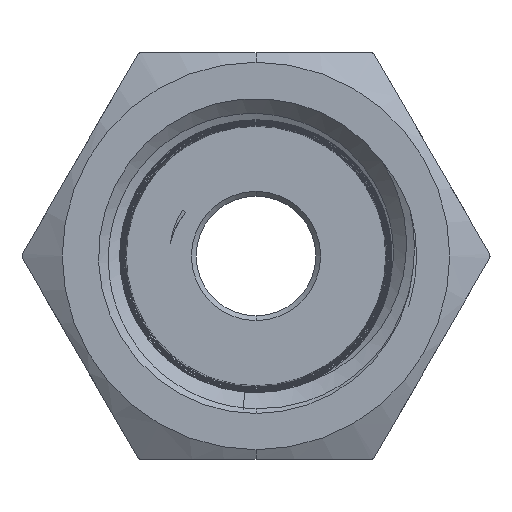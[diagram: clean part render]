
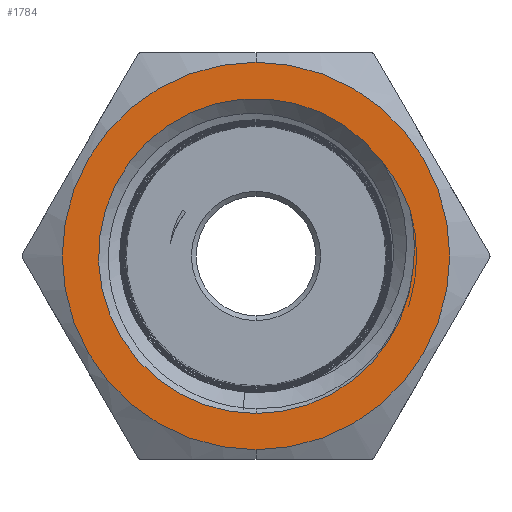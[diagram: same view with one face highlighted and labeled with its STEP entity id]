
A CAD part, front view. The second image highlights one B-rep face of the part: STEP entity #1784.
In plain terms, the highlighted planar face has unit normal (0, -1, 0).
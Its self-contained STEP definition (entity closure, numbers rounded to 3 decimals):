
#133 = EDGE_CURVE ( 'NONE', #6942, #14452, #1340, .T. ) ;
#139 = ORIENTED_EDGE ( 'NONE', *, *, #133, .T. ) ;
#240 = FACE_OUTER_BOUND ( 'NONE', #2469, .T. ) ;
#647 = ORIENTED_EDGE ( 'NONE', *, *, #901, .T. ) ;
#901 = EDGE_CURVE ( 'NONE', #10406, #6942, #15323, .T. ) ;
#925 = CARTESIAN_POINT ( 'NONE',  ( 5.735, -17.5, 3.332 ) ) ;
#1093 = CARTESIAN_POINT ( 'NONE',  ( 0., -17.5, -6.585 ) ) ;
#1256 = CIRCLE ( 'NONE', #15477, 8.1 ) ;
#1295 = B_SPLINE_CURVE_WITH_KNOTS ( 'NONE', 3,
 ( #14046, #5662, #8065, #925, #9299, #2126, #10509, #3310 ),
 .UNSPECIFIED., .F., .F.,
 ( 4, 2, 2, 4 ),
 ( 0., 0.25, 0.5, 1. ),
 .UNSPECIFIED. ) ;
#1340 = CIRCLE ( 'NONE', #1511, 6.585 ) ;
#1482 = CARTESIAN_POINT ( 'NONE',  ( 6.536, -17.5, 1.523 ) ) ;
#1511 = AXIS2_PLACEMENT_3D ( 'NONE', #10986, #10488, #11094 ) ;
#1643 = DIRECTION ( 'NONE',  ( 0., 0., -1. ) ) ;
#1784 = ADVANCED_FACE ( 'NONE', ( #6220, #240 ), #6422, .T. ) ;
#2002 = CARTESIAN_POINT ( 'NONE',  ( 6.558, -17.5, -0.593 ) ) ;
#2103 = CARTESIAN_POINT ( 'NONE',  ( 5.27, -17.5, 3.948 ) ) ;
#2126 = CARTESIAN_POINT ( 'NONE',  ( 6.134, -17.5, 2.663 ) ) ;
#2181 = EDGE_CURVE ( 'NONE', #3156, #4369, #9610, .T. ) ;
#2285 = CARTESIAN_POINT ( 'NONE',  ( 6.639, -17.5, 0.25 ) ) ;
#2469 = EDGE_LOOP ( 'NONE', ( #9947, #4752 ) ) ;
#2850 = DIRECTION ( 'NONE',  ( 0., -1., 0. ) ) ;
#3156 = VERTEX_POINT ( 'NONE', #5562 ) ;
#3310 = CARTESIAN_POINT ( 'NONE',  ( 6.434, -17.5, 1.939 ) ) ;
#3739 = DIRECTION ( 'NONE',  ( 0., 1., 0. ) ) ;
#4369 = VERTEX_POINT ( 'NONE', #10192 ) ;
#4453 = CARTESIAN_POINT ( 'NONE',  ( 0., -17.5, 0. ) ) ;
#4516 = CARTESIAN_POINT ( 'NONE',  ( 6.619, -17.5, -0.173 ) ) ;
#4752 = ORIENTED_EDGE ( 'NONE', *, *, #2181, .F. ) ;
#5026 = ORIENTED_EDGE ( 'NONE', *, *, #8190, .T. ) ;
#5477 = ORIENTED_EDGE ( 'NONE', *, *, #15013, .T. ) ;
#5562 = CARTESIAN_POINT ( 'NONE',  ( 0., -17.5, -8.1 ) ) ;
#5662 = CARTESIAN_POINT ( 'NONE',  ( 5.395, -17.5, 3.8 ) ) ;
#6106 = CARTESIAN_POINT ( 'NONE',  ( 0., -17.5, 0. ) ) ;
#6220 = FACE_BOUND ( 'NONE', #11068, .T. ) ;
#6422 = PLANE ( 'NONE',  #10744 ) ;
#6613 = CARTESIAN_POINT ( 'NONE',  ( 6.598, -17.5, 1.1 ) ) ;
#6942 = VERTEX_POINT ( 'NONE', #2002 ) ;
#6974 = VERTEX_POINT ( 'NONE', #2103 ) ;
#7046 = CIRCLE ( 'NONE', #9205, 6.585 ) ;
#7316 = DIRECTION ( 'NONE',  ( 0., 0., 1. ) ) ;
#8065 = CARTESIAN_POINT ( 'NONE',  ( 5.513, -17.5, 3.648 ) ) ;
#8190 = EDGE_CURVE ( 'NONE', #14452, #6974, #7046, .T. ) ;
#8593 = CARTESIAN_POINT ( 'NONE',  ( 6.558, -17.5, -0.593 ) ) ;
#9205 = AXIS2_PLACEMENT_3D ( 'NONE', #10940, #3739, #12122 ) ;
#9248 = DIRECTION ( 'NONE',  ( 0., 0., 1. ) ) ;
#9293 = CARTESIAN_POINT ( 'NONE',  ( 6.434, -17.5, 1.939 ) ) ;
#9299 = CARTESIAN_POINT ( 'NONE',  ( 5.838, -17.5, 3.171 ) ) ;
#9610 = CIRCLE ( 'NONE', #11223, 8.1 ) ;
#9722 = EDGE_CURVE ( 'NONE', #4369, #3156, #1256, .T. ) ;
#9947 = ORIENTED_EDGE ( 'NONE', *, *, #9722, .F. ) ;
#10017 = CARTESIAN_POINT ( 'NONE',  ( 0., -17.5, 0. ) ) ;
#10192 = CARTESIAN_POINT ( 'NONE',  ( 0., -17.5, 8.1 ) ) ;
#10406 = VERTEX_POINT ( 'NONE', #13497 ) ;
#10488 = DIRECTION ( 'NONE',  ( 0., 1., 0. ) ) ;
#10509 = CARTESIAN_POINT ( 'NONE',  ( 6.3, -17.5, 2.308 ) ) ;
#10744 = AXIS2_PLACEMENT_3D ( 'NONE', #10017, #2850, #1643 ) ;
#10940 = CARTESIAN_POINT ( 'NONE',  ( 0., -17.5, 0. ) ) ;
#10986 = CARTESIAN_POINT ( 'NONE',  ( 0., -17.5, 0. ) ) ;
#11068 = EDGE_LOOP ( 'NONE', ( #5026, #5477, #647, #139 ) ) ;
#11094 = DIRECTION ( 'NONE',  ( 0., 0., -1. ) ) ;
#11223 = AXIS2_PLACEMENT_3D ( 'NONE', #4453, #11621, #9248 ) ;
#11621 = DIRECTION ( 'NONE',  ( 0., 1., 0. ) ) ;
#12122 = DIRECTION ( 'NONE',  ( 0., 0., -1. ) ) ;
#13497 = CARTESIAN_POINT ( 'NONE',  ( 6.434, -17.5, 1.939 ) ) ;
#14046 = CARTESIAN_POINT ( 'NONE',  ( 5.27, -17.5, 3.948 ) ) ;
#14452 = VERTEX_POINT ( 'NONE', #1093 ) ;
#14490 = DIRECTION ( 'NONE',  ( 0., 1., 0. ) ) ;
#15013 = EDGE_CURVE ( 'NONE', #6974, #10406, #1295, .T. ) ;
#15323 = B_SPLINE_CURVE_WITH_KNOTS ( 'NONE', 3,
 ( #9293, #1482, #6613, #2285, #4516, #8593 ),
 .UNSPECIFIED., .F., .F.,
 ( 4, 2, 4 ),
 ( 0., 0.5, 1. ),
 .UNSPECIFIED. ) ;
#15477 = AXIS2_PLACEMENT_3D ( 'NONE', #6106, #14490, #7316 ) ;
